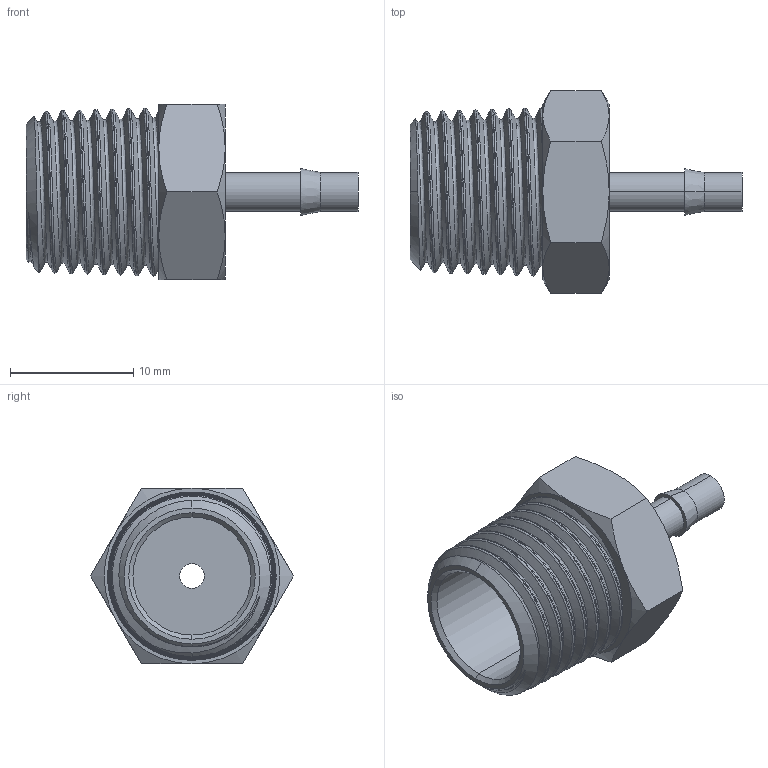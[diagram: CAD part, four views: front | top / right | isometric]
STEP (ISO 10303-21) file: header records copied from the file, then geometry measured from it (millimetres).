
FILE_DESCRIPTION (( 'STEP AP214' ), '1' );
FILE_NAME ('Barbed Tube Fitting (4406T29).step', '2023-01-06T00:23:01', ( '' ), ( '' ), 'SwSTEP 2.0', 'SolidWorks 2019', '' );
FILE_SCHEMA (( 'AUTOMOTIVE_DESIGN' ));
Length unit declared in the file: inch
Products named in the file (1): Barbed Tube Fitting (4406T29)
Bounding box: 26.99 x 16.5 x 14.29 mm (x, y, z)
Volume: 1339.7 mm3; surface area: 1880.6 mm2
Topology: 1 solids, 1 shells, 59 faces, 143 edges, 90 vertices
Faces by surface type: cone 34, plane 12, cylinder 8, bspline 5
Entity records: 10955 total; most frequent: CARTESIAN_POINT 9661, ORIENTED_EDGE 286, DIRECTION 217, EDGE_CURVE 143, AXIS2_PLACEMENT_3D 91, VERTEX_POINT 90, B_SPLINE_CURVE_WITH_KNOTS 72, EDGE_LOOP 65
